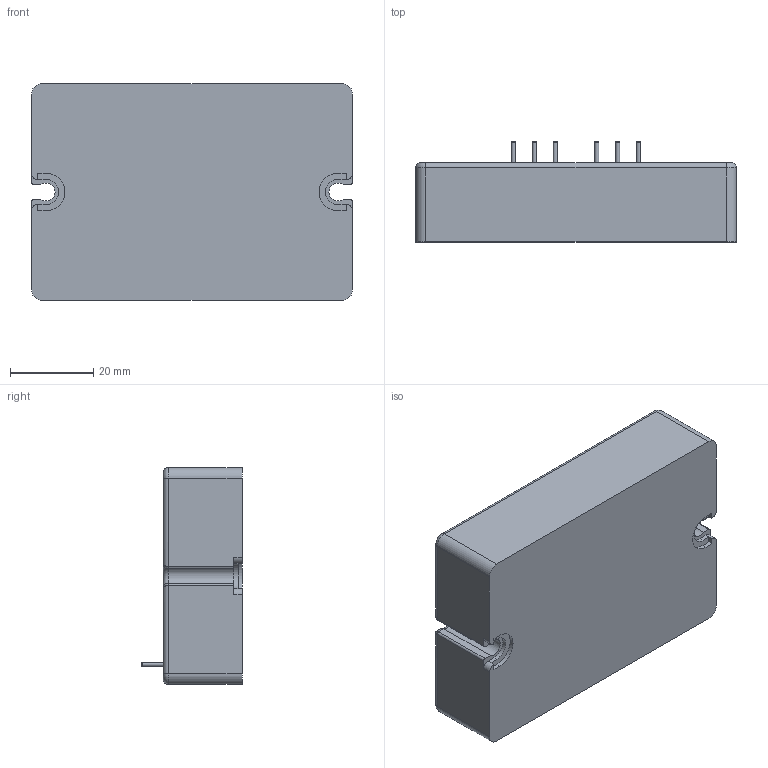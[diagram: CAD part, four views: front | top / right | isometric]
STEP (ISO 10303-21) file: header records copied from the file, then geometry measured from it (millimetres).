
FILE_DESCRIPTION(/* description */ ('Alibre Inc.'),/* implementation_level */ '2;1');
FILE_NAME(/* name */ 'export-D34E2A10-12E6-4C5B-8CE6-99F429E3529F',/* time_stamp */ '2020-04-21T17:11:02+02:00',/* author */ (''),/* organization */ (''),/* preprocessor_version */ 'ST-DEVELOPER v17',/* originating_system */ 'Alibre',/* authorisation */ '');
FILE_SCHEMA (('CONFIG_CONTROL_DESIGN'));
Length unit declared in the file: centimetre
Bounding box: 77 x 24.1 x 52 mm (x, y, z)
Volume: 74848.6 mm3; surface area: 13089.6 mm2
Topology: 1 solids, 1 shells, 89 faces, 210 edges, 126 vertices
Faces by surface type: cylinder 38, plane 35, torus 12, bspline 4
Full cylindrical faces by diameter (mm): 1 x6
Entity records: 2826 total; most frequent: CARTESIAN_POINT 690, ORIENTED_EDGE 388, DIRECTION 388, EDGE_CURVE 194, AXIS2_PLACEMENT_3D 164, VERTEX_POINT 126, EDGE_LOOP 108, FACE_BOUND 108
